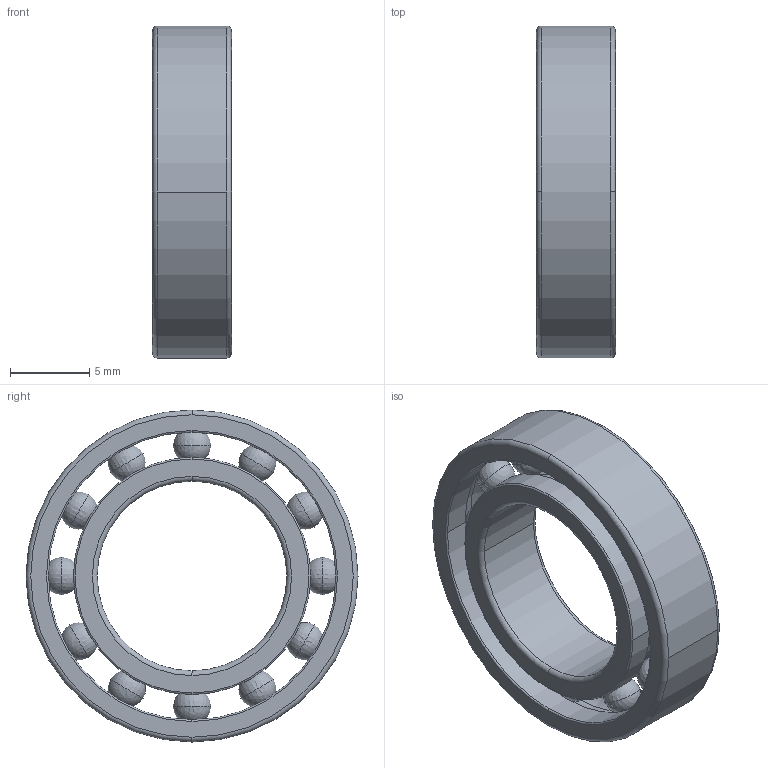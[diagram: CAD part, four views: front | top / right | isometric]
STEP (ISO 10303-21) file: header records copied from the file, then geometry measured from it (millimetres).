
FILE_DESCRIPTION( ( '' ), '1' );
FILE_NAME( '61801_2_03.stp', '2011-04-26T11:32:53', ( '' ), ( '' ), ' ', ' ', ' ' );
FILE_SCHEMA( ( 'CONFIG_CONTROL_DESIGN' ) );
Length unit declared in the file: millimetre
Products named in the file (14): 1; 2; 3; 4; 5; 6; 7; 8; 9; 10; 11; 12; 13; 14
Bounding box: 5 x 21 x 21 mm (x, y, z)
Volume: 780.7 mm3; surface area: 1539 mm2
Topology: 14 solids, 14 shells, 64 faces, 184 edges, 100 vertices
Faces by surface type: torus 24, sphere 24, cylinder 12, plane 4
Entity records: 2472 total; most frequent: DIRECTION 416, CARTESIAN_POINT 314, ORIENTED_EDGE 272, AXIS2_PLACEMENT_3D 202, EDGE_CURVE 136, CIRCLE 124, VERTEX_POINT 100, CC_DESIGN_PERSON_AND_ORGANIZATION_ASSIGNMENT 70
